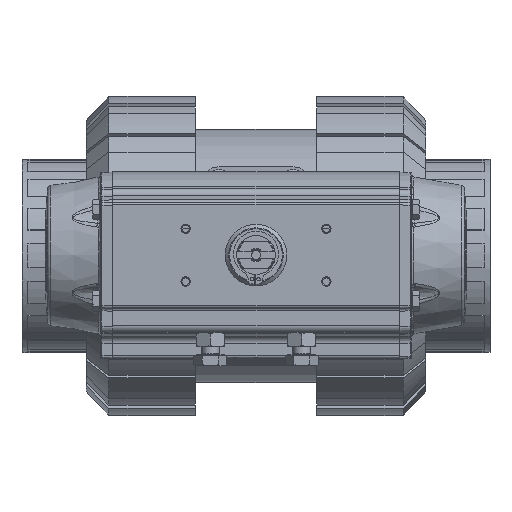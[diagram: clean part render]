
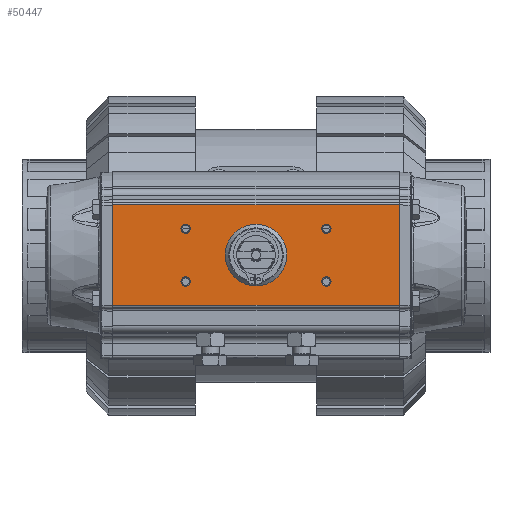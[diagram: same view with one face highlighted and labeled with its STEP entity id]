
A CAD part, top view. The second image highlights one B-rep face of the part: STEP entity #50447.
In plain terms, the highlighted planar face has unit normal (0, 0, 1).
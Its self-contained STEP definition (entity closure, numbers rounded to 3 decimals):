
#44074=CARTESIAN_POINT('',(-81.5,-28.5,384.5));
#44075=VERTEX_POINT('',#44074);
#44083=CARTESIAN_POINT('',(-81.5,28.5,384.5));
#44084=VERTEX_POINT('',#44083);
#44085=CARTESIAN_POINT('',(-81.5,-28.5,384.5));
#44086=DIRECTION('',(0.0,1.0,0.0));
#44087=VECTOR('',#44086,57.0);
#44088=LINE('',#44085,#44087);
#44089=EDGE_CURVE('',#44075,#44084,#44088,.T.);
#50362=CARTESIAN_POINT('',(81.5,-28.5,384.5));
#50363=DIRECTION('',(0.0,0.0,1.0));
#50364=DIRECTION('',(-1.0,0.0,0.0));
#50365=AXIS2_PLACEMENT_3D('',#50362,#50363,#50364);
#50366=PLANE('',#50365);
#50367=CARTESIAN_POINT('',(81.5,-28.5,384.5));
#50368=VERTEX_POINT('',#50367);
#50369=CARTESIAN_POINT('',(81.5,28.5,384.5));
#50370=VERTEX_POINT('',#50369);
#50371=CARTESIAN_POINT('',(81.5,-28.5,384.5));
#50372=DIRECTION('',(0.0,1.0,0.0));
#50373=VECTOR('',#50372,57.0);
#50374=LINE('',#50371,#50373);
#50375=EDGE_CURVE('',#50368,#50370,#50374,.T.);
#50376=ORIENTED_EDGE('',*,*,#50375,.T.);
#50377=CARTESIAN_POINT('',(81.5,28.5,384.5));
#50378=DIRECTION('',(-1.0,0.0,0.0));
#50379=VECTOR('',#50378,163.);
#50380=LINE('',#50377,#50379);
#50381=EDGE_CURVE('',#50370,#44084,#50380,.T.);
#50382=ORIENTED_EDGE('',*,*,#50381,.T.);
#50383=ORIENTED_EDGE('',*,*,#44089,.F.);
#50384=CARTESIAN_POINT('',(-81.5,-28.5,384.5));
#50385=DIRECTION('',(1.0,0.0,0.0));
#50386=VECTOR('',#50385,163.);
#50387=LINE('',#50384,#50386);
#50388=EDGE_CURVE('',#44075,#50368,#50387,.T.);
#50389=ORIENTED_EDGE('',*,*,#50388,.T.);
#50390=EDGE_LOOP('',(#50376,#50382,#50383,#50389));
#50391=FACE_OUTER_BOUND('',#50390,.T.);
#50392=CARTESIAN_POINT('',(40.0,17.65,384.5));
#50393=VERTEX_POINT('',#50392);
#50394=CARTESIAN_POINT('',(40.,15.,384.5));
#50395=DIRECTION('',(0.0,0.0,-1.0));
#50396=DIRECTION('',(0.0,1.0,0.0));
#50397=AXIS2_PLACEMENT_3D('',#50394,#50395,#50396);
#50398=CIRCLE('',#50397,2.65);
#50399=EDGE_CURVE('',#50393,#50393,#50398,.T.);
#50400=ORIENTED_EDGE('',*,*,#50399,.T.);
#50401=EDGE_LOOP('',(#50400));
#50402=FACE_BOUND('',#50401,.T.);
#50403=CARTESIAN_POINT('',(40.,-12.35,384.5));
#50404=VERTEX_POINT('',#50403);
#50405=CARTESIAN_POINT('',(40.,-15.,384.5));
#50406=DIRECTION('',(0.0,0.0,-1.0));
#50407=DIRECTION('',(0.0,1.0,0.0));
#50408=AXIS2_PLACEMENT_3D('',#50405,#50406,#50407);
#50409=CIRCLE('',#50408,2.65);
#50410=EDGE_CURVE('',#50404,#50404,#50409,.T.);
#50411=ORIENTED_EDGE('',*,*,#50410,.T.);
#50412=EDGE_LOOP('',(#50411));
#50413=FACE_BOUND('',#50412,.T.);
#50414=CARTESIAN_POINT('',(-40.,-12.35,384.5));
#50415=VERTEX_POINT('',#50414);
#50416=CARTESIAN_POINT('',(-40.,-15.,384.5));
#50417=DIRECTION('',(0.0,0.0,-1.0));
#50418=DIRECTION('',(0.0,1.0,0.0));
#50419=AXIS2_PLACEMENT_3D('',#50416,#50417,#50418);
#50420=CIRCLE('',#50419,2.65);
#50421=EDGE_CURVE('',#50415,#50415,#50420,.T.);
#50422=ORIENTED_EDGE('',*,*,#50421,.T.);
#50423=EDGE_LOOP('',(#50422));
#50424=FACE_BOUND('',#50423,.T.);
#50425=CARTESIAN_POINT('',(-40.0,17.65,384.5));
#50426=VERTEX_POINT('',#50425);
#50427=CARTESIAN_POINT('',(-40.,15.,384.5));
#50428=DIRECTION('',(0.0,0.0,-1.0));
#50429=DIRECTION('',(0.0,1.0,0.0));
#50430=AXIS2_PLACEMENT_3D('',#50427,#50428,#50429);
#50431=CIRCLE('',#50430,2.65);
#50432=EDGE_CURVE('',#50426,#50426,#50431,.T.);
#50433=ORIENTED_EDGE('',*,*,#50432,.T.);
#50434=EDGE_LOOP('',(#50433));
#50435=FACE_BOUND('',#50434,.T.);
#50436=CARTESIAN_POINT('',(-17.5,0.,384.5));
#50437=VERTEX_POINT('',#50436);
#50438=CARTESIAN_POINT('',(0.,0.,384.5));
#50439=DIRECTION('',(0.0,0.0,-1.0));
#50440=DIRECTION('',(-1.0,0.0,0.0));
#50441=AXIS2_PLACEMENT_3D('',#50438,#50439,#50440);
#50442=CIRCLE('',#50441,17.5);
#50443=EDGE_CURVE('',#50437,#50437,#50442,.T.);
#50444=ORIENTED_EDGE('',*,*,#50443,.T.);
#50445=EDGE_LOOP('',(#50444));
#50446=FACE_BOUND('',#50445,.T.);
#50447=ADVANCED_FACE('',(#50391,#50402,#50413,#50424,#50435,#50446),#50366,.T.);
